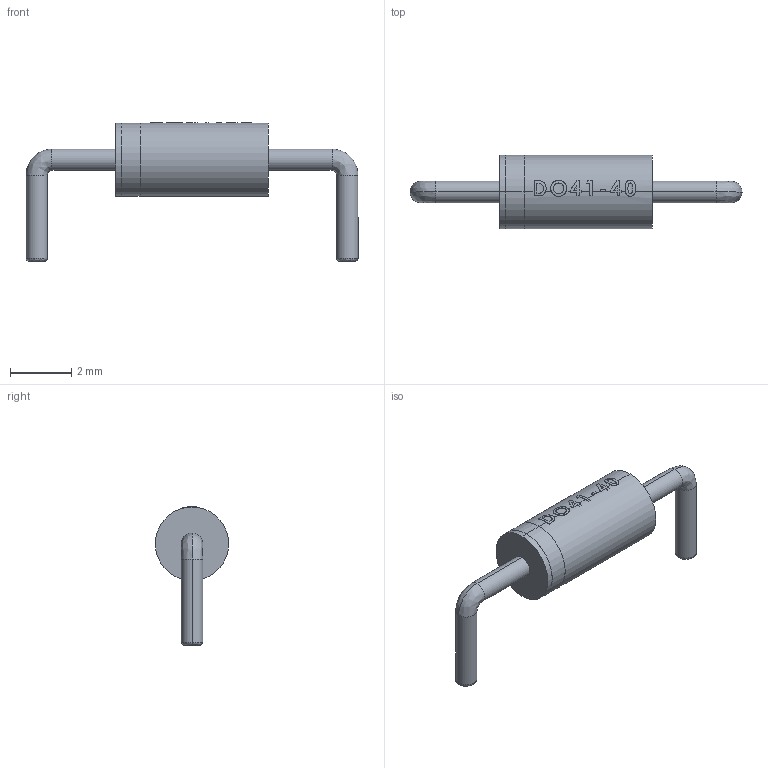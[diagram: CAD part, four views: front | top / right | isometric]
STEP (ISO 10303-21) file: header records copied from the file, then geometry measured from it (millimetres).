
FILE_DESCRIPTION (( 'STEP AP214' ), '1' );
FILE_NAME ('User Library-DO-41-40.STEP', '2015-12-06T10:18:37', ( 'Windows User' ), ( '' ), 'SwSTEP 2.0', 'SolidWorks 2016', '' );
FILE_SCHEMA (( 'AUTOMOTIVE_DESIGN' ));
Length unit declared in the file: millimetre
Products named in the file (1): User Library-DO-41-40
Bounding box: 10.86 x 2.4 x 4.53 mm (x, y, z)
Volume: 27 mm3; surface area: 71.7 mm2
Topology: 1 solids, 1 shells, 108 faces, 276 edges, 180 vertices
Faces by surface type: plane 50, bspline 32, cylinder 26
Entity records: 5826 total; most frequent: CARTESIAN_POINT 2158, ORIENTED_EDGE 552, DIRECTION 442, EDGE_CURVE 276, VERTEX_POINT 180, AXIS2_PLACEMENT_3D 156, VECTOR 130, LINE 130
